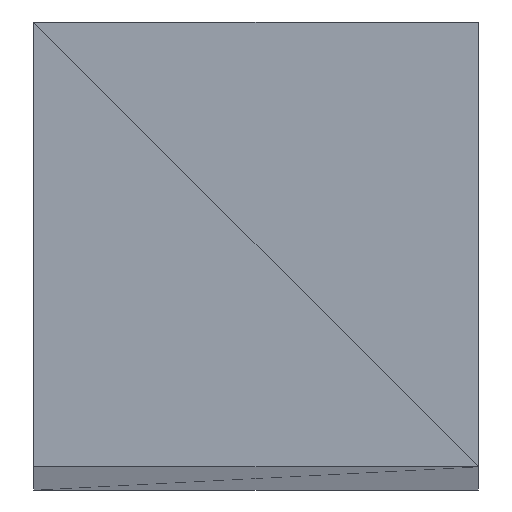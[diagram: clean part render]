
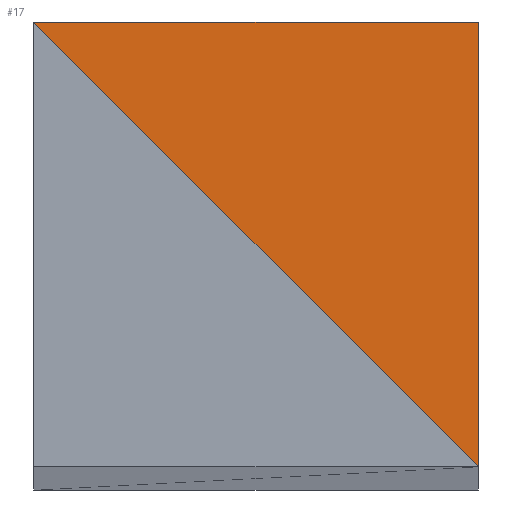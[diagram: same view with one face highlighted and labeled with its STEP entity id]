
A CAD part, top view. The second image highlights one B-rep face of the part: STEP entity #17.
In plain terms, the highlighted planar face has unit normal (0, 0, 1).
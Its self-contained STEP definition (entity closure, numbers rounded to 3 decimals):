
#17 = ADVANCED_FACE('',(#18),#44,.T.);
#18 = FACE_BOUND('',#19,.T.);
#19 = EDGE_LOOP('',(#20,#30,#38));
#20 = ORIENTED_EDGE('',*,*,#21,.T.);
#21 = EDGE_CURVE('',#22,#24,#26,.T.);
#22 = VERTEX_POINT('',#23);
#23 = CARTESIAN_POINT('',(-5.,5.,-30.));
#24 = VERTEX_POINT('',#25);
#25 = CARTESIAN_POINT('',(5.,-5.,-30.));
#26 = LINE('',#27,#28);
#27 = CARTESIAN_POINT('',(-5.,5.,-30.));
#28 = VECTOR('',#29,1.);
#29 = DIRECTION('',(0.707,-0.707,0.));
#30 = ORIENTED_EDGE('',*,*,#31,.T.);
#31 = EDGE_CURVE('',#24,#32,#34,.T.);
#32 = VERTEX_POINT('',#33);
#33 = CARTESIAN_POINT('',(5.,5.,-30.));
#34 = LINE('',#35,#36);
#35 = CARTESIAN_POINT('',(5.,-5.,-30.));
#36 = VECTOR('',#37,1.);
#37 = DIRECTION('',(0.,1.,0.));
#38 = ORIENTED_EDGE('',*,*,#39,.T.);
#39 = EDGE_CURVE('',#32,#22,#40,.T.);
#40 = LINE('',#41,#42);
#41 = CARTESIAN_POINT('',(5.,5.,-30.));
#42 = VECTOR('',#43,1.);
#43 = DIRECTION('',(-1.,0.,0.));
#44 = PLANE('',#45);
#45 = AXIS2_PLACEMENT_3D('',#46,#47,#48);
#46 = CARTESIAN_POINT('',(1.464,1.464,-30.));
#47 = DIRECTION('',(0.,0.,1.));
#48 = DIRECTION('',(1.,0.,-0.));
